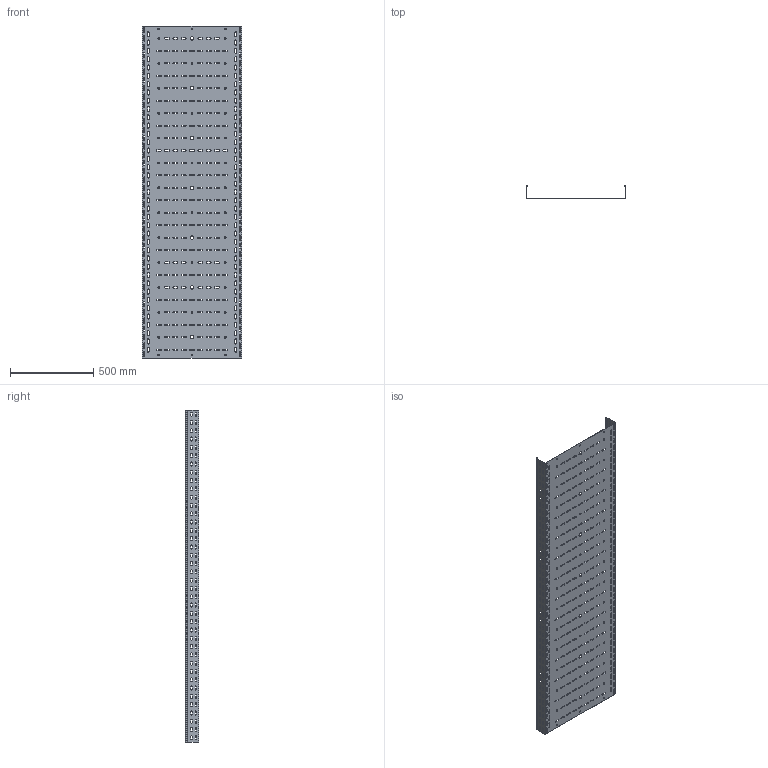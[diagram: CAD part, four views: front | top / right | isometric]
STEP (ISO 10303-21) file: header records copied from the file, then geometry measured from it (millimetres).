
FILE_DESCRIPTION (( 'STEP AP203' ), '1' );
FILE_NAME ('CLP10-080-600-150-2 Ëîòîê ïåðôîðèðîâàííûé ESCA 80õ600õ2000-1,5 IEK.STEP', '2021-10-04T07:19:04', ( '' ), ( '' ), 'SwSTEP 2.0', 'SolidWorks 2017', '' );
FILE_SCHEMA (( 'CONFIG_CONTROL_DESIGN' ));
Length unit declared in the file: millimetre
Products named in the file (1): CLP10-080-600-150-2 Ëîòîê ïåðôîðèðîâàííûé ESCA 80õ600õ2000-1,5 IEK
Bounding box: 600 x 79.97 x 2000 mm (x, y, z)
Volume: 2316152.7 mm3; surface area: 2928189.6 mm2
Topology: 1 solids, 1 shells, 2532 faces, 7590 edges, 5060 vertices
Faces by surface type: cylinder 1446, plane 1086
Entity records: 88715 total; most frequent: DIRECTION 15548, CARTESIAN_POINT 15183, ORIENTED_EDGE 15180, EDGE_CURVE 7590, AXIS2_PLACEMENT_3D 5425, VERTEX_POINT 5060, VECTOR 4698, LINE 4698
